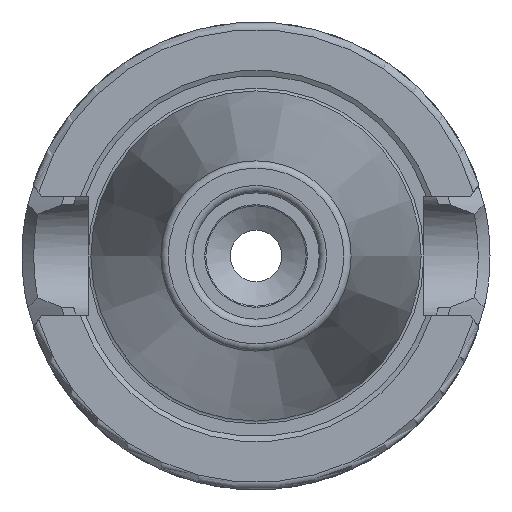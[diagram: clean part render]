
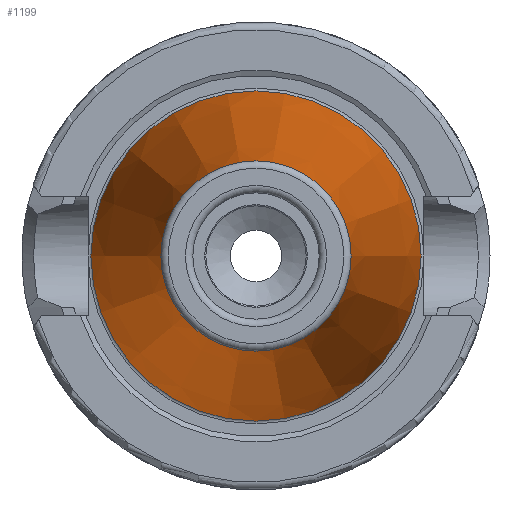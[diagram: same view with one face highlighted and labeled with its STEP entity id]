
A CAD part, left-side view. The second image highlights one B-rep face of the part: STEP entity #1199.
In plain terms, the highlighted conical face has half-angle 8.297 degrees and reference radius 17.519 mm.
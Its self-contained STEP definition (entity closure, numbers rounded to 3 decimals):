
#62=CONICAL_SURFACE('',#1368,17.519,0.145);
#176=FACE_OUTER_BOUND('',#254,.T.);
#254=EDGE_LOOP('',(#1092,#1093,#1094,#1095,#1096));
#319=LINE('',#2348,#383);
#383=VECTOR('',#1728,17.519);
#459=CIRCLE('',#1365,12.812);
#460=CIRCLE('',#1366,12.812);
#462=CIRCLE('',#1369,22.225);
#573=VERTEX_POINT('',#2340);
#574=VERTEX_POINT('',#2341);
#575=VERTEX_POINT('',#2346);
#746=EDGE_CURVE('',#573,#574,#459,.T.);
#747=EDGE_CURVE('',#574,#573,#460,.T.);
#749=EDGE_CURVE('',#575,#575,#462,.T.);
#750=EDGE_CURVE('',#575,#573,#319,.T.);
#1092=ORIENTED_EDGE('',*,*,#749,.F.);
#1093=ORIENTED_EDGE('',*,*,#750,.T.);
#1094=ORIENTED_EDGE('',*,*,#746,.T.);
#1095=ORIENTED_EDGE('',*,*,#747,.T.);
#1096=ORIENTED_EDGE('',*,*,#750,.F.);
#1199=ADVANCED_FACE('',(#176),#62,.T.);
#1365=AXIS2_PLACEMENT_3D('',#2342,#1718,#1719);
#1366=AXIS2_PLACEMENT_3D('',#2343,#1720,#1721);
#1368=AXIS2_PLACEMENT_3D('',#2345,#1724,#1725);
#1369=AXIS2_PLACEMENT_3D('',#2347,#1726,#1727);
#1718=DIRECTION('center_axis',(1.,0.,0.));
#1719=DIRECTION('ref_axis',(0.,0.,-1.));
#1720=DIRECTION('center_axis',(1.,0.,0.));
#1721=DIRECTION('ref_axis',(0.,0.,-1.));
#1724=DIRECTION('center_axis',(1.,0.,0.));
#1725=DIRECTION('ref_axis',(0.,1.,0.));
#1726=DIRECTION('center_axis',(1.,0.,0.));
#1727=DIRECTION('ref_axis',(0.,0.,-1.));
#1728=DIRECTION('',(-0.99,0.144,0.));
#2340=CARTESIAN_POINT('',(-64.544,-12.812,0.));
#2341=CARTESIAN_POINT('',(-64.544,0.,12.812));
#2342=CARTESIAN_POINT('Origin',(-64.544,0.,0.));
#2343=CARTESIAN_POINT('Origin',(-64.544,0.,0.));
#2345=CARTESIAN_POINT('Origin',(-32.272,0.,0.));
#2346=CARTESIAN_POINT('',(0.,-22.225,0.));
#2347=CARTESIAN_POINT('Origin',(0.,0.,0.));
#2348=CARTESIAN_POINT('',(-32.272,-17.519,0.));
